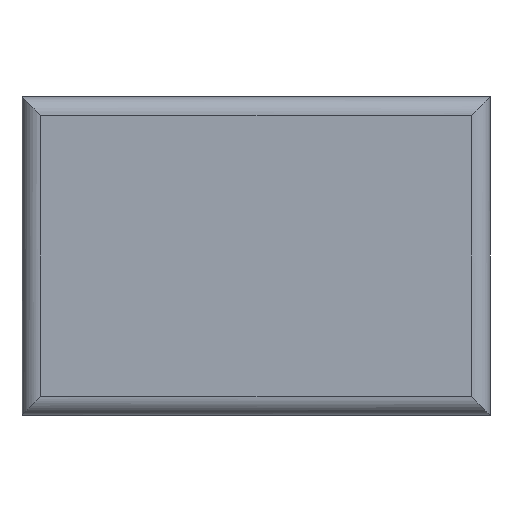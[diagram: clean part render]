
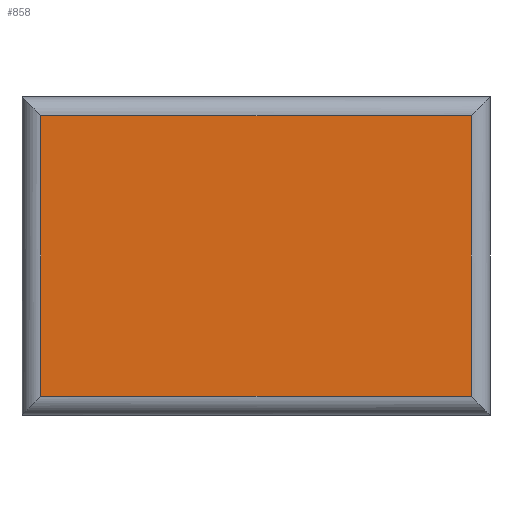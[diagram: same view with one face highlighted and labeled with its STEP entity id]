
A CAD part, left-side view. The second image highlights one B-rep face of the part: STEP entity #858.
In plain terms, the highlighted planar face has unit normal (-1, 0, 0).
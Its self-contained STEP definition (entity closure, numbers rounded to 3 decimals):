
#85 = FACE_OUTER_BOUND ( 'NONE', #1421, .T. ) ;
#146 = CARTESIAN_POINT ( 'NONE',  ( 0., 1.2, 0.05 ) ) ;
#170 = ORIENTED_EDGE ( 'NONE', *, *, #1457, .F. ) ;
#176 = DIRECTION ( 'NONE',  ( 0., 0., 1. ) ) ;
#184 = CARTESIAN_POINT ( 'NONE',  ( 0., 1.2, 0. ) ) ;
#287 = LINE ( 'NONE', #722, #1666 ) ;
#288 = VERTEX_POINT ( 'NONE', #707 ) ;
#295 = LINE ( 'NONE', #1461, #407 ) ;
#362 = EDGE_CURVE ( 'NONE', #288, #1468, #295, .T. ) ;
#407 = VECTOR ( 'NONE', #1165, 1000. ) ;
#417 = EDGE_CURVE ( 'NONE', #1468, #1470, #1799, .T. ) ;
#492 = DIRECTION ( 'NONE',  ( 0., 0., -1. ) ) ;
#551 = DIRECTION ( 'NONE',  ( 0., 0., -1. ) ) ;
#707 = CARTESIAN_POINT ( 'NONE',  ( 0., 1.2, 0.8 ) ) ;
#722 = CARTESIAN_POINT ( 'NONE',  ( 0., 0., 0.05 ) ) ;
#754 = CARTESIAN_POINT ( 'NONE',  ( 0., 0.05, 0.05 ) ) ;
#858 = ADVANCED_FACE ( 'NONE', ( #85 ), #1543, .F. ) ;
#875 = VECTOR ( 'NONE', #492, 1000. ) ;
#924 = ORIENTED_EDGE ( 'NONE', *, *, #362, .F. ) ;
#961 = CARTESIAN_POINT ( 'NONE',  ( 0., 0., 0. ) ) ;
#1164 = VECTOR ( 'NONE', #176, 1000. ) ;
#1165 = DIRECTION ( 'NONE',  ( 0., -1., 0. ) ) ;
#1200 = VERTEX_POINT ( 'NONE', #146 ) ;
#1371 = CARTESIAN_POINT ( 'NONE',  ( 0., 0.05, 0. ) ) ;
#1398 = EDGE_CURVE ( 'NONE', #1470, #1200, #287, .T. ) ;
#1421 = EDGE_LOOP ( 'NONE', ( #170, #1547, #1783, #924 ) ) ;
#1457 = EDGE_CURVE ( 'NONE', #1200, #288, #1662, .T. ) ;
#1461 = CARTESIAN_POINT ( 'NONE',  ( 0., 0., 0.8 ) ) ;
#1468 = VERTEX_POINT ( 'NONE', #1816 ) ;
#1470 = VERTEX_POINT ( 'NONE', #754 ) ;
#1543 = PLANE ( 'NONE',  #1653 ) ;
#1547 = ORIENTED_EDGE ( 'NONE', *, *, #1398, .F. ) ;
#1561 = DIRECTION ( 'NONE',  ( 1., 0., 0. ) ) ;
#1603 = DIRECTION ( 'NONE',  ( 0., 1., 0. ) ) ;
#1653 = AXIS2_PLACEMENT_3D ( 'NONE', #961, #1561, #551 ) ;
#1662 = LINE ( 'NONE', #184, #1164 ) ;
#1666 = VECTOR ( 'NONE', #1603, 1000. ) ;
#1783 = ORIENTED_EDGE ( 'NONE', *, *, #417, .F. ) ;
#1799 = LINE ( 'NONE', #1371, #875 ) ;
#1816 = CARTESIAN_POINT ( 'NONE',  ( 0., 0.05, 0.8 ) ) ;
